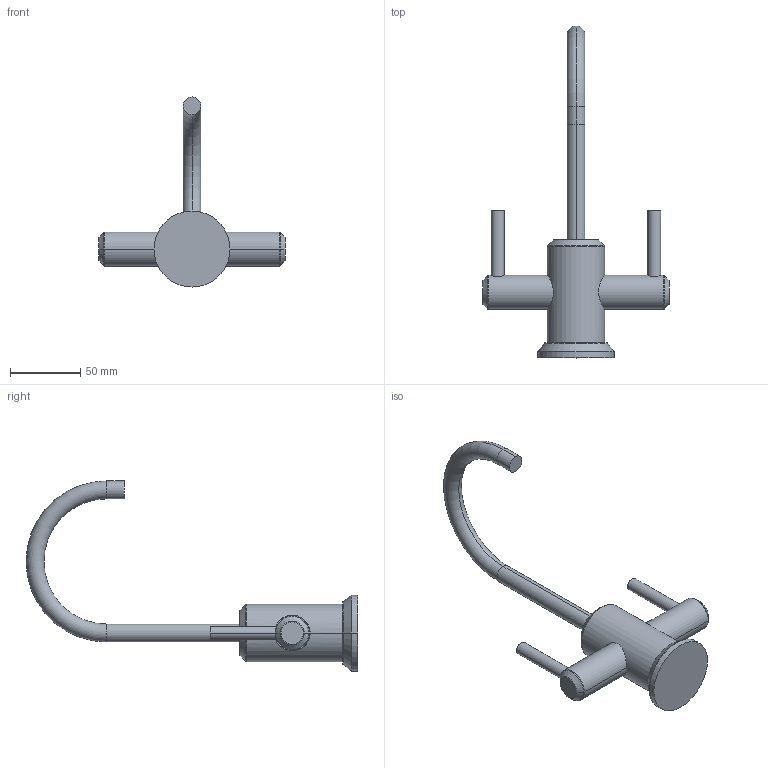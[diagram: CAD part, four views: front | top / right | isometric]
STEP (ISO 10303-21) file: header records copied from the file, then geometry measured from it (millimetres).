
FILE_DESCRIPTION((''),'2;1');
FILE_NAME('3200-5603','2021-04-22T11:27:04',('jinson.thomas'),(''),'CREO PARAMETRIC BY PTC INC, 2018400','CREO PARAMETRIC BY PTC INC, 2018400','');
FILE_SCHEMA(('CONFIG_CONTROL_DESIGN'));
Length unit declared in the file: inch
Products named in the file (1): 3200-5603
Bounding box: 132.59 x 235.59 x 134.94 mm (x, y, z)
Volume: 198457 mm3; surface area: 36359.8 mm2
Topology: 1 solids, 1 shells, 62 faces, 126 edges, 72 vertices
Faces by surface type: cylinder 24, torus 18, plane 12, cone 8
Entity records: 1868 total; most frequent: CARTESIAN_POINT 480, DIRECTION 324, ORIENTED_EDGE 252, AXIS2_PLACEMENT_3D 144, EDGE_CURVE 126, CIRCLE 82, VERTEX_POINT 72, EDGE_LOOP 68
